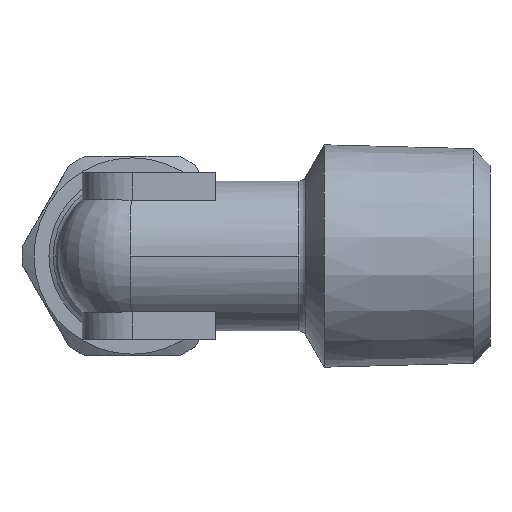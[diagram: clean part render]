
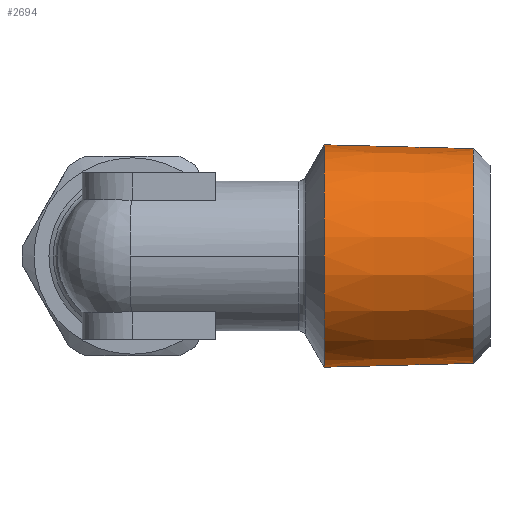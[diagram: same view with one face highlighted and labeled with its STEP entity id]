
A CAD part, left-side view. The second image highlights one B-rep face of the part: STEP entity #2694.
In plain terms, the highlighted conical face has half-angle 1.47 degrees and reference radius 6.707 mm.
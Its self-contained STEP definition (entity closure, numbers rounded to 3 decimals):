
#123 = CIRCLE ( 'NONE', #167, 6.45 ) ;
#124 = CARTESIAN_POINT ( 'NONE',  ( 0., -20.5, 0. ) ) ;
#167 = AXIS2_PLACEMENT_3D ( 'NONE', #124, #176, #177 ) ;
#176 = DIRECTION ( 'NONE',  ( 0., -1., 0. ) ) ;
#177 = DIRECTION ( 'NONE',  ( 0., 0., -1. ) ) ;
#532 = FACE_OUTER_BOUND ( 'NONE', #2444, .T. ) ;
#537 = DIRECTION ( 'NONE',  ( 0., 0., 1. ) ) ;
#539 = CARTESIAN_POINT ( 'NONE',  ( 0., -10.5, 0. ) ) ;
#540 = DIRECTION ( 'NONE',  ( 0., 1., 0. ) ) ;
#541 = CONICAL_SURFACE ( 'NONE', #550, 6.707, 0.026 ) ;
#550 = AXIS2_PLACEMENT_3D ( 'NONE', #539, #540, #537 ) ;
#808 = VERTEX_POINT ( 'NONE', #1425 ) ;
#816 = VERTEX_POINT ( 'NONE', #1485 ) ;
#818 = VERTEX_POINT ( 'NONE', #1481 ) ;
#819 = VERTEX_POINT ( 'NONE', #1518 ) ;
#824 = EDGE_CURVE ( 'NONE', #808, #818, #1494, .T. ) ;
#839 = EDGE_CURVE ( 'NONE', #819, #816, #1527, .T. ) ;
#1152 = EDGE_CURVE ( 'NONE', #816, #818, #2421, .T. ) ;
#1425 = CARTESIAN_POINT ( 'NONE',  ( 0., -20.5, -6.45 ) ) ;
#1481 = CARTESIAN_POINT ( 'NONE',  ( 0., -11.547, -6.68 ) ) ;
#1485 = CARTESIAN_POINT ( 'NONE',  ( 0., -11.547, 6.68 ) ) ;
#1491 = DIRECTION ( 'NONE',  ( 0., 1., -0.026 ) ) ;
#1492 = VECTOR ( 'NONE', #1491, 1000. ) ;
#1493 = CARTESIAN_POINT ( 'NONE',  ( 0., -10.5, -6.707 ) ) ;
#1494 = LINE ( 'NONE', #1493, #1492 ) ;
#1518 = CARTESIAN_POINT ( 'NONE',  ( 0., -20.5, 6.45 ) ) ;
#1527 = LINE ( 'NONE', #1553, #1552 ) ;
#1551 = DIRECTION ( 'NONE',  ( 0., 1., 0.026 ) ) ;
#1552 = VECTOR ( 'NONE', #1551, 1000. ) ;
#1553 = CARTESIAN_POINT ( 'NONE',  ( 0., -10.5, 6.707 ) ) ;
#2407 = DIRECTION ( 'NONE',  ( 0., 0., 1. ) ) ;
#2408 = DIRECTION ( 'NONE',  ( 0., -1., 0. ) ) ;
#2409 = CARTESIAN_POINT ( 'NONE',  ( 0., -11.547, 0. ) ) ;
#2410 = AXIS2_PLACEMENT_3D ( 'NONE', #2409, #2408, #2407 ) ;
#2421 = CIRCLE ( 'NONE', #2410, 6.68 ) ;
#2444 = EDGE_LOOP ( 'NONE', ( #2689, #2690, #2641, #2695 ) ) ;
#2625 = EDGE_CURVE ( 'NONE', #819, #808, #123, .T. ) ;
#2641 = ORIENTED_EDGE ( 'NONE', *, *, #839, .T. ) ;
#2689 = ORIENTED_EDGE ( 'NONE', *, *, #824, .F. ) ;
#2690 = ORIENTED_EDGE ( 'NONE', *, *, #2625, .F. ) ;
#2694 = ADVANCED_FACE ( 'NONE', ( #532 ), #541, .T. ) ;
#2695 = ORIENTED_EDGE ( 'NONE', *, *, #1152, .T. ) ;
